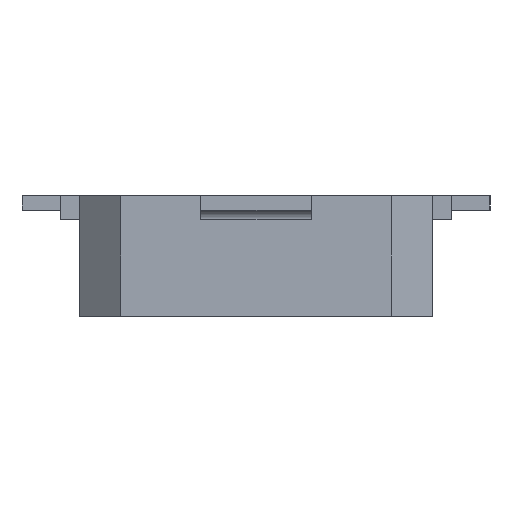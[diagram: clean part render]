
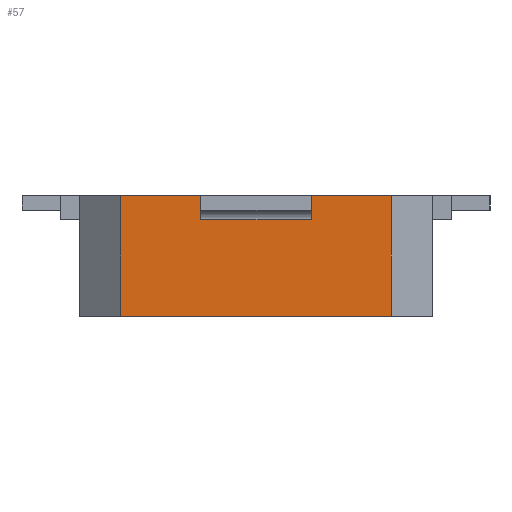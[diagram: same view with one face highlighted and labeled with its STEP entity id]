
A CAD part, left-side view. The second image highlights one B-rep face of the part: STEP entity #57.
In plain terms, the highlighted planar face has unit normal (-1, 0, 0).
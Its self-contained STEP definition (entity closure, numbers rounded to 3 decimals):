
#48=FACE_BOUND('',#590,.T.);
#49=FACE_BOUND('',#591,.T.);
#57=ADVANCED_FACE('',(#48,#49),#237,.F.);
#237=PLANE('',#3702);
#590=EDGE_LOOP('',(#786,#787,#788,#789));
#591=EDGE_LOOP('',(#790,#791,#792,#793));
#786=ORIENTED_EDGE('',*,*,#2170,.F.);
#787=ORIENTED_EDGE('',*,*,#2171,.T.);
#788=ORIENTED_EDGE('',*,*,#2172,.T.);
#789=ORIENTED_EDGE('',*,*,#2173,.F.);
#790=ORIENTED_EDGE('',*,*,#2174,.F.);
#791=ORIENTED_EDGE('',*,*,#2175,.T.);
#792=ORIENTED_EDGE('',*,*,#2176,.F.);
#793=ORIENTED_EDGE('',*,*,#2177,.F.);
#1826=VERTEX_POINT('',#4814);
#1827=VERTEX_POINT('',#4815);
#1828=VERTEX_POINT('',#4817);
#1829=VERTEX_POINT('',#4819);
#1830=VERTEX_POINT('',#4822);
#1831=VERTEX_POINT('',#4823);
#1832=VERTEX_POINT('',#4825);
#1833=VERTEX_POINT('',#4827);
#2170=EDGE_CURVE('',#1826,#1827,#2690,.T.);
#2171=EDGE_CURVE('',#1826,#1828,#2691,.T.);
#2172=EDGE_CURVE('',#1828,#1829,#2692,.T.);
#2173=EDGE_CURVE('',#1827,#1829,#2693,.T.);
#2174=EDGE_CURVE('',#1830,#1831,#2694,.T.);
#2175=EDGE_CURVE('',#1830,#1832,#2695,.T.);
#2176=EDGE_CURVE('',#1833,#1832,#2696,.T.);
#2177=EDGE_CURVE('',#1831,#1833,#2697,.T.);
#2690=LINE('',#4813,#3202);
#2691=LINE('',#4816,#3203);
#2692=LINE('',#4818,#3204);
#2693=LINE('',#4820,#3205);
#2694=LINE('',#4821,#3206);
#2695=LINE('',#4824,#3207);
#2696=LINE('',#4826,#3208);
#2697=LINE('',#4828,#3209);
#3202=VECTOR('',#3911,1.);
#3203=VECTOR('',#3912,1.);
#3204=VECTOR('',#3913,1.);
#3205=VECTOR('',#3914,1.);
#3206=VECTOR('',#3915,1.);
#3207=VECTOR('',#3916,1.);
#3208=VECTOR('',#3917,1.);
#3209=VECTOR('',#3918,1.);
#3702=AXIS2_PLACEMENT_3D('',#4829,#3919,#3920);
#3911=DIRECTION('',(0.,0.,1.));
#3912=DIRECTION('',(0.,1.,0.));
#3913=DIRECTION('',(0.,0.,1.));
#3914=DIRECTION('',(0.,1.,0.));
#3915=DIRECTION('',(0.,-1.,0.));
#3916=DIRECTION('',(0.,0.,-1.));
#3917=DIRECTION('',(0.,1.,0.));
#3918=DIRECTION('',(0.,0.,-1.));
#3919=DIRECTION('',(1.,0.,0.));
#3920=DIRECTION('',(0.,0.,-1.));
#4813=CARTESIAN_POINT('',(-2.278,-0.23,0.));
#4814=CARTESIAN_POINT('',(-2.278,-0.23,0.49));
#4815=CARTESIAN_POINT('',(-2.278,-0.23,0.582));
#4816=CARTESIAN_POINT('',(-2.278,-0.23,0.49));
#4817=CARTESIAN_POINT('',(-2.278,0.23,0.49));
#4818=CARTESIAN_POINT('',(-2.278,0.23,0.));
#4819=CARTESIAN_POINT('',(-2.278,0.23,0.582));
#4820=CARTESIAN_POINT('',(-2.278,-0.23,0.582));
#4821=CARTESIAN_POINT('',(-2.278,0.73,0.59));
#4822=CARTESIAN_POINT('',(-2.278,0.56,0.59));
#4823=CARTESIAN_POINT('',(-2.278,-0.56,0.59));
#4824=CARTESIAN_POINT('',(-2.278,0.56,5.04));
#4825=CARTESIAN_POINT('',(-2.278,0.56,0.09));
#4826=CARTESIAN_POINT('',(-2.278,-0.73,0.09));
#4827=CARTESIAN_POINT('',(-2.278,-0.56,0.09));
#4828=CARTESIAN_POINT('',(-2.278,-0.56,5.04));
#4829=CARTESIAN_POINT('',(-2.278,0.,0.));
